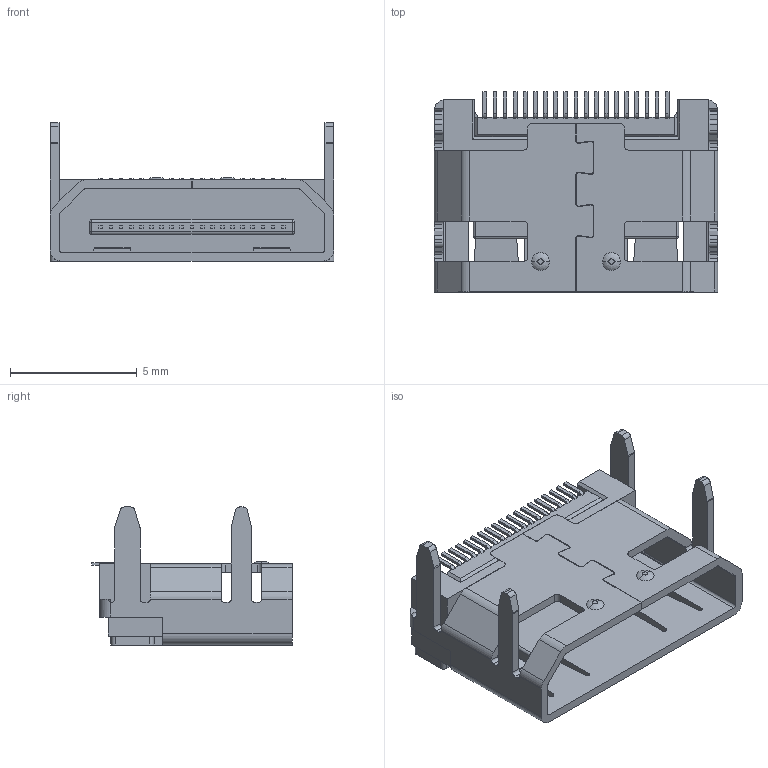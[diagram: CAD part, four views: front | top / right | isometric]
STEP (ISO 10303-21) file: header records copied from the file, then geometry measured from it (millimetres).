
FILE_DESCRIPTION(('STEP AP214'),'1');
FILE_NAME('66169.stp','2017-04-12T15:30:56',('TraceParts'),('TraceParts S.A.'),'Spatial InterOp 3D',' ',' ');
FILE_SCHEMA(('automotive_design'));
Length unit declared in the file: millimetre
Products named in the file (22): 66169_1; 66169_2; 66169_3; 66169_4; 66169_5; 66169_6; 66169_7; 66169_8; 66169_9; 66169_10; 66169_11; 66169_12; 66169_13; 66169_14; 66169_15; 66169_16; 66169_17; 66169_18; 66169_19; 66169_20; 66169_21; 66169_22
Bounding box: 11.2 x 7.9 x 5.45 mm (x, y, z)
Volume: 124.1 mm3; surface area: 710.2 mm2
Topology: 22 solids, 22 shells, 782 faces, 2160 edges, 1400 vertices
Faces by surface type: plane 548, cylinder 206, bspline 24, sphere 4
Entity records: 27949 total; most frequent: CARTESIAN_POINT 5332, ORIENTED_EDGE 4312, DIRECTION 4048, EDGE_CURVE 2156, LINE 1692, VECTOR 1692, VERTEX_POINT 1400, AXIS2_PLACEMENT_3D 1178
